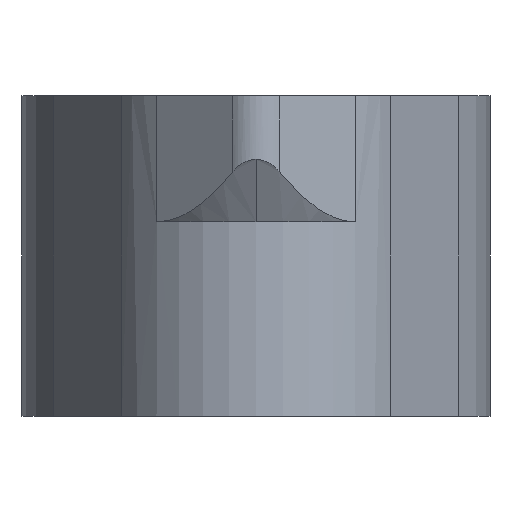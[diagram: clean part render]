
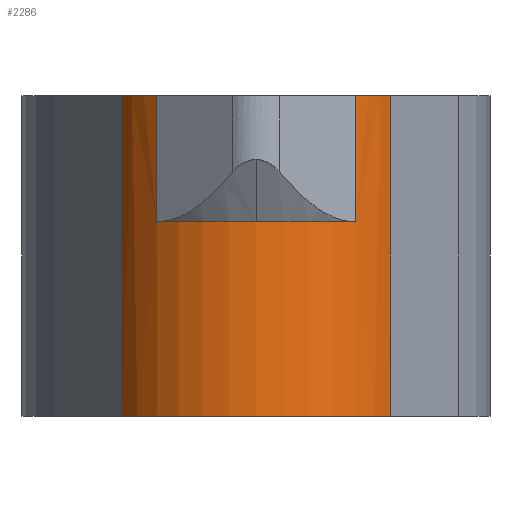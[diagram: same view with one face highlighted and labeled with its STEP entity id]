
A CAD part, front view. The second image highlights one B-rep face of the part: STEP entity #2286.
In plain terms, the highlighted cylindrical face has radius 21.5 mm (diameter 43 mm), a partial arc.
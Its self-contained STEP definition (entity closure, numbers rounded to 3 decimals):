
#36 = VERTEX_POINT ( 'NONE', #2479 ) ;
#53 = EDGE_CURVE ( 'NONE', #1050, #1270, #2541, .T. ) ;
#234 = VERTEX_POINT ( 'NONE', #1737 ) ;
#250 = DIRECTION ( 'NONE',  ( 0., 0., 1. ) ) ;
#297 = DIRECTION ( 'NONE',  ( 0., 0., -1. ) ) ;
#357 = CARTESIAN_POINT ( 'NONE',  ( 0., -43.5, 27. ) ) ;
#379 = CARTESIAN_POINT ( 'NONE',  ( 13.784, -38.5, 27. ) ) ;
#386 = CIRCLE ( 'NONE', #2053, 21.5 ) ;
#388 = VECTOR ( 'NONE', #1108, 1000. ) ;
#392 = DIRECTION ( 'NONE',  ( 0., 0., 1. ) ) ;
#409 = ORIENTED_EDGE ( 'NONE', *, *, #744, .T. ) ;
#420 = ORIENTED_EDGE ( 'NONE', *, *, #2021, .F. ) ;
#439 = CARTESIAN_POINT ( 'NONE',  ( 0., -22., 44.5 ) ) ;
#484 = EDGE_CURVE ( 'NONE', #2173, #1018, #386, .T. ) ;
#586 = DIRECTION ( 'NONE',  ( 1., 0., 0. ) ) ;
#702 = VERTEX_POINT ( 'NONE', #2044 ) ;
#737 = CYLINDRICAL_SURFACE ( 'NONE', #2256, 21.5 ) ;
#744 = EDGE_CURVE ( 'NONE', #2538, #234, #2100, .T. ) ;
#830 = ORIENTED_EDGE ( 'NONE', *, *, #53, .F. ) ;
#843 = AXIS2_PLACEMENT_3D ( 'NONE', #2051, #2273, #1869 ) ;
#853 = EDGE_CURVE ( 'NONE', #1050, #2538, #2297, .T. ) ;
#877 = DIRECTION ( 'NONE',  ( 1., 0., 0. ) ) ;
#891 = CARTESIAN_POINT ( 'NONE',  ( 0., -22., 44.5 ) ) ;
#918 = VECTOR ( 'NONE', #1725, 1000. ) ;
#926 = FACE_OUTER_BOUND ( 'NONE', #2129, .T. ) ;
#937 = CARTESIAN_POINT ( 'NONE',  ( 0., -22., 27. ) ) ;
#1018 = VERTEX_POINT ( 'NONE', #2515 ) ;
#1050 = VERTEX_POINT ( 'NONE', #1978 ) ;
#1108 = DIRECTION ( 'NONE',  ( 0., 0., -1. ) ) ;
#1139 = DIRECTION ( 'NONE',  ( 1., 0., 0. ) ) ;
#1141 = ORIENTED_EDGE ( 'NONE', *, *, #2477, .T. ) ;
#1184 = DIRECTION ( 'NONE',  ( 0., 0., 1. ) ) ;
#1211 = CIRCLE ( 'NONE', #1795, 21.5 ) ;
#1270 = VERTEX_POINT ( 'NONE', #1772 ) ;
#1294 = CARTESIAN_POINT ( 'NONE',  ( 13.784, -38.5, 44.5 ) ) ;
#1304 = CARTESIAN_POINT ( 'NONE',  ( -18.62, -32.75, 7. ) ) ;
#1360 = ORIENTED_EDGE ( 'NONE', *, *, #1736, .F. ) ;
#1369 = LINE ( 'NONE', #1542, #1722 ) ;
#1425 = AXIS2_PLACEMENT_3D ( 'NONE', #891, #2280, #877 ) ;
#1471 = VECTOR ( 'NONE', #2561, 1000. ) ;
#1523 = CARTESIAN_POINT ( 'NONE',  ( 0., -22., 7. ) ) ;
#1535 = DIRECTION ( 'NONE',  ( -1., 0., 0. ) ) ;
#1542 = CARTESIAN_POINT ( 'NONE',  ( -13.784, -38.5, 27. ) ) ;
#1609 = ORIENTED_EDGE ( 'NONE', *, *, #853, .T. ) ;
#1664 = ORIENTED_EDGE ( 'NONE', *, *, #2525, .F. ) ;
#1722 = VECTOR ( 'NONE', #392, 1000. ) ;
#1725 = DIRECTION ( 'NONE',  ( 0., 0., -1. ) ) ;
#1736 = EDGE_CURVE ( 'NONE', #1998, #702, #1211, .T. ) ;
#1737 = CARTESIAN_POINT ( 'NONE',  ( 18.62, -32.75, 0. ) ) ;
#1772 = CARTESIAN_POINT ( 'NONE',  ( -13.784, -38.5, 44.5 ) ) ;
#1795 = AXIS2_PLACEMENT_3D ( 'NONE', #937, #2336, #1139 ) ;
#1804 = CARTESIAN_POINT ( 'NONE',  ( -18.62, -32.75, 0. ) ) ;
#1869 = DIRECTION ( 'NONE',  ( 1., 0., 0. ) ) ;
#1914 = CARTESIAN_POINT ( 'NONE',  ( 18.62, -32.75, 7. ) ) ;
#1978 = CARTESIAN_POINT ( 'NONE',  ( -18.62, -32.75, 44.5 ) ) ;
#1998 = VERTEX_POINT ( 'NONE', #357 ) ;
#2008 = AXIS2_PLACEMENT_3D ( 'NONE', #2382, #1184, #586 ) ;
#2021 = EDGE_CURVE ( 'NONE', #1018, #234, #2049, .T. ) ;
#2044 = CARTESIAN_POINT ( 'NONE',  ( 13.784, -38.5, 27. ) ) ;
#2049 = LINE ( 'NONE', #1914, #918 ) ;
#2051 = CARTESIAN_POINT ( 'NONE',  ( 0., -22., 0. ) ) ;
#2053 = AXIS2_PLACEMENT_3D ( 'NONE', #439, #250, #2429 ) ;
#2100 = CIRCLE ( 'NONE', #843, 21.5 ) ;
#2109 = ORIENTED_EDGE ( 'NONE', *, *, #484, .F. ) ;
#2129 = EDGE_LOOP ( 'NONE', ( #1664, #1360, #2222, #1141, #830, #1609, #409, #420, #2109 ) ) ;
#2169 = LINE ( 'NONE', #379, #1471 ) ;
#2173 = VERTEX_POINT ( 'NONE', #1294 ) ;
#2222 = ORIENTED_EDGE ( 'NONE', *, *, #2534, .F. ) ;
#2256 = AXIS2_PLACEMENT_3D ( 'NONE', #1523, #297, #1535 ) ;
#2273 = DIRECTION ( 'NONE',  ( 0., 0., 1. ) ) ;
#2280 = DIRECTION ( 'NONE',  ( 0., 0., 1. ) ) ;
#2286 = ADVANCED_FACE ( 'NONE', ( #926 ), #737, .T. ) ;
#2297 = LINE ( 'NONE', #1304, #388 ) ;
#2336 = DIRECTION ( 'NONE',  ( 0., 0., 1. ) ) ;
#2342 = CIRCLE ( 'NONE', #2008, 21.5 ) ;
#2382 = CARTESIAN_POINT ( 'NONE',  ( 0., -22., 27. ) ) ;
#2429 = DIRECTION ( 'NONE',  ( 1., 0., 0. ) ) ;
#2477 = EDGE_CURVE ( 'NONE', #36, #1270, #1369, .T. ) ;
#2479 = CARTESIAN_POINT ( 'NONE',  ( -13.784, -38.5, 27. ) ) ;
#2515 = CARTESIAN_POINT ( 'NONE',  ( 18.62, -32.75, 44.5 ) ) ;
#2525 = EDGE_CURVE ( 'NONE', #702, #2173, #2169, .T. ) ;
#2534 = EDGE_CURVE ( 'NONE', #36, #1998, #2342, .T. ) ;
#2538 = VERTEX_POINT ( 'NONE', #1804 ) ;
#2541 = CIRCLE ( 'NONE', #1425, 21.5 ) ;
#2561 = DIRECTION ( 'NONE',  ( 0., 0., 1. ) ) ;
